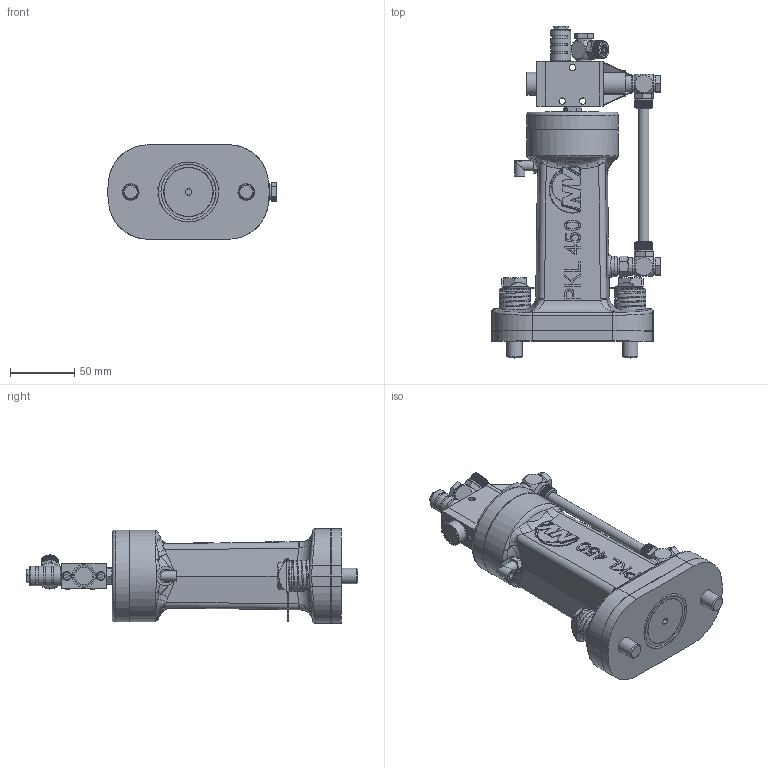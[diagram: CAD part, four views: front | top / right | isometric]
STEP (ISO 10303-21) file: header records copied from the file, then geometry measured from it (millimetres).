
FILE_DESCRIPTION (( 'STEP AP203' ), '1' );
FILE_NAME ('PKL 450 ST+EE.STEP', '2015-03-31T11:18:40', ( 'Netter' ), ( 'Microsoft' ), 'SwSTEP 2.0', 'SolidWorks 2015', '' );
FILE_SCHEMA (( 'CONFIG_CONTROL_DESIGN' ));
Length unit declared in the file: millimetre
Products named in the file (1): PKL 450 ST+EE
Bounding box: 131.5 x 258.5 x 73.5 mm (x, y, z)
Volume: 775314.3 mm3; surface area: 168515.6 mm2
Topology: 24 solids, 28 shells, 5323 faces, 14758 edges, 9584 vertices
Faces by surface type: cone 2482, cylinder 1356, plane 1257, bspline 177, torus 42, sphere 9
Full cylindrical faces by diameter (mm): 2.5 x8, 3 x2, 3.4 x6, 3.5 x6, 4 x2, 4.5 x6, 5 x11, 5.5 x2, 6 x5, 6.4 x1, 6.425 x1, 6.5 x6, 7 x4, 8 x3, 8.3 x3, 8.5 x3, 8.566 x10, 9.67 x3, 9.728 x1, 9.73 x5, 10 x10, 10.1 x3, 10.5 x4, 11.445 x6, 12 x2, 12.5 x2, 13 x9, 13.65 x3, 13.86 x1, 14 x2
Entity records: 181604 total; most frequent: CARTESIAN_POINT 55051, ORIENTED_EDGE 28760, DIRECTION 23611, EDGE_CURVE 14380, AXIS2_PLACEMENT_3D 9784, VERTEX_POINT 9476, EDGE_LOOP 5754, B_SPLINE_CURVE_WITH_KNOTS 5625
